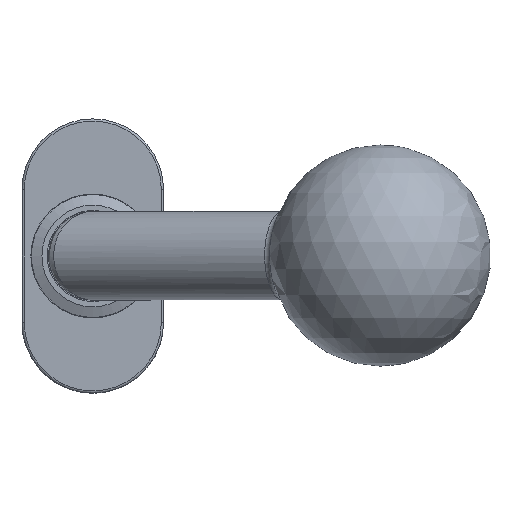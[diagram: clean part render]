
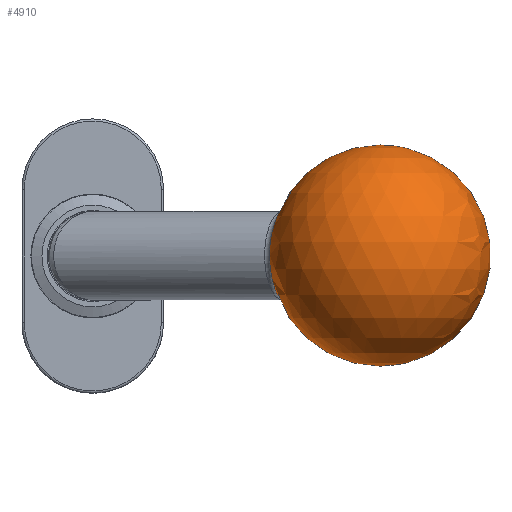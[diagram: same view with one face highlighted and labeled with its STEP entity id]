
A CAD part, top view. The second image highlights one B-rep face of the part: STEP entity #4910.
In plain terms, the highlighted spherical face has radius 25 mm.
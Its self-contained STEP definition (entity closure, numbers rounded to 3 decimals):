
#289 = DIRECTION ( 'NONE',  ( -0.908, 0., -0.419 ) ) ;
#544 = AXIS2_PLACEMENT_3D ( 'NONE', #13440, #1550, #289 ) ;
#1254 = DIRECTION ( 'NONE',  ( 0.908, 0., 0.419 ) ) ;
#1550 = DIRECTION ( 'NONE',  ( 0., 1., 0. ) ) ;
#1571 = EDGE_CURVE ( 'NONE', #11691, #11691, #3412, .T. ) ;
#2532 = CARTESIAN_POINT ( 'NONE',  ( 44.666, 0., 45.615 ) ) ;
#3412 = CIRCLE ( 'NONE', #13874, 11.111 ) ;
#4910 = ADVANCED_FACE ( 'NONE', ( #5291 ), #13504, .T. ) ;
#5291 = FACE_BOUND ( 'NONE', #13393, .T. ) ;
#6028 = DIRECTION ( 'NONE',  ( 0.419, 0., -0.908 ) ) ;
#11691 = VERTEX_POINT ( 'NONE', #15435 ) ;
#13393 = EDGE_LOOP ( 'NONE', ( #13684 ) ) ;
#13440 = CARTESIAN_POINT ( 'NONE',  ( 65., 0., 55. ) ) ;
#13504 = SPHERICAL_SURFACE ( 'NONE', #544, 25. ) ;
#13684 = ORIENTED_EDGE ( 'NONE', *, *, #1571, .T. ) ;
#13874 = AXIS2_PLACEMENT_3D ( 'NONE', #2532, #1254, #6028 ) ;
#15435 = CARTESIAN_POINT ( 'NONE',  ( 49.322, 0., 35.527 ) ) ;
